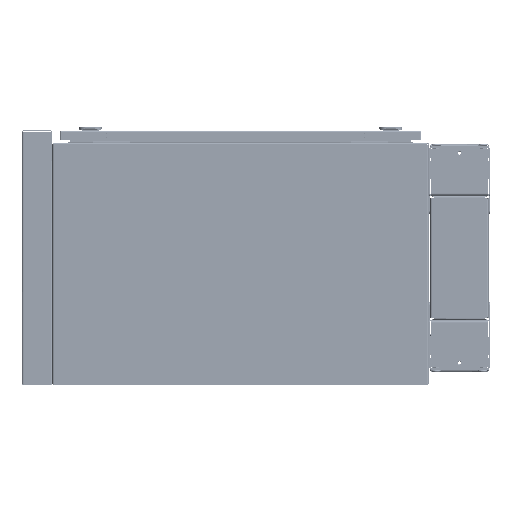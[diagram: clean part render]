
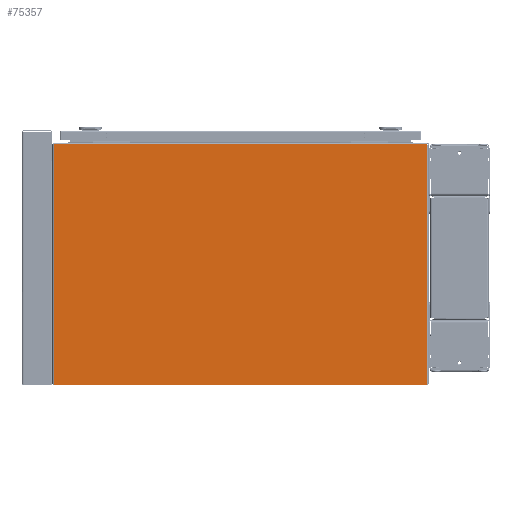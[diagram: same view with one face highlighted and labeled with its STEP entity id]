
A CAD part, left-side view. The second image highlights one B-rep face of the part: STEP entity #75357.
In plain terms, the highlighted planar face has unit normal (-1, 0, 0).
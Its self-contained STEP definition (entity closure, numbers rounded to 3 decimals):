
#4083 = EDGE_CURVE ( 'NONE', #42079, #125369, #130369, .T. ) ;
#5176 = DIRECTION ( 'NONE',  ( 0., 0., -1. ) ) ;
#7120 = DIRECTION ( 'NONE',  ( -1., 0., 0. ) ) ;
#17562 = EDGE_CURVE ( 'NONE', #97575, #21539, #86997, .T. ) ;
#19343 = ORIENTED_EDGE ( 'NONE', *, *, #4083, .F. ) ;
#21162 = VERTEX_POINT ( 'NONE', #118292 ) ;
#21539 = VERTEX_POINT ( 'NONE', #113555 ) ;
#23130 = DIRECTION ( 'NONE',  ( 0., 0., 1. ) ) ;
#24069 = CARTESIAN_POINT ( 'NONE',  ( -1.5, -280.654, 179.267 ) ) ;
#24644 = CARTESIAN_POINT ( 'NONE',  ( -1.5, 333.338, 0. ) ) ;
#25917 = CARTESIAN_POINT ( 'NONE',  ( -1.5, -370.74, -215.625 ) ) ;
#28671 = DIRECTION ( 'NONE',  ( 0., -1., 0. ) ) ;
#30293 = ORIENTED_EDGE ( 'NONE', *, *, #60241, .F. ) ;
#31872 = ORIENTED_EDGE ( 'NONE', *, *, #88644, .F. ) ;
#32593 = CARTESIAN_POINT ( 'NONE',  ( -1.5, 0., 0. ) ) ;
#36484 = ORIENTED_EDGE ( 'NONE', *, *, #17562, .F. ) ;
#37883 = EDGE_CURVE ( 'NONE', #74871, #138269, #143291, .T. ) ;
#42079 = VERTEX_POINT ( 'NONE', #122949 ) ;
#49619 = LINE ( 'NONE', #97362, #94764 ) ;
#49923 = DIRECTION ( 'NONE',  ( 0., 1., 0. ) ) ;
#50900 = AXIS2_PLACEMENT_3D ( 'NONE', #32593, #7120, #54266 ) ;
#53801 = VECTOR ( 'NONE', #58123, 1000. ) ;
#54266 = DIRECTION ( 'NONE',  ( 0., 0., 1. ) ) ;
#54432 = CARTESIAN_POINT ( 'NONE',  ( -1.5, 333.344, -215.625 ) ) ;
#55414 = LINE ( 'NONE', #68533, #114728 ) ;
#55764 = PLANE ( 'NONE',  #50900 ) ;
#55808 = LINE ( 'NONE', #104380, #53801 ) ;
#58123 = DIRECTION ( 'NONE',  ( 0., 0., 1. ) ) ;
#60241 = EDGE_CURVE ( 'NONE', #138269, #21162, #49619, .T. ) ;
#61236 = EDGE_CURVE ( 'NONE', #125369, #97575, #55414, .T. ) ;
#66517 = CARTESIAN_POINT ( 'NONE',  ( -1.5, 0., 179.267 ) ) ;
#67967 = VERTEX_POINT ( 'NONE', #24069 ) ;
#68533 = CARTESIAN_POINT ( 'NONE',  ( -1.5, 0., 180.279 ) ) ;
#69653 = ORIENTED_EDGE ( 'NONE', *, *, #81758, .F. ) ;
#70049 = CARTESIAN_POINT ( 'NONE',  ( -1.5, 0., 180.277 ) ) ;
#73458 = EDGE_LOOP ( 'NONE', ( #144141, #19343, #31872, #30293, #132129, #140353, #69653, #36484 ) ) ;
#73761 = CARTESIAN_POINT ( 'NONE',  ( -1.5, -280.654, -215.625 ) ) ;
#74871 = VERTEX_POINT ( 'NONE', #73761 ) ;
#75357 = ADVANCED_FACE ( 'NONE', ( #138321 ), #55764, .T. ) ;
#81758 = EDGE_CURVE ( 'NONE', #21539, #67967, #114324, .T. ) ;
#86997 = LINE ( 'NONE', #101644, #117709 ) ;
#88644 = EDGE_CURVE ( 'NONE', #21162, #42079, #104736, .T. ) ;
#89367 = EDGE_CURVE ( 'NONE', #74871, #67967, #55808, .T. ) ;
#94764 = VECTOR ( 'NONE', #96620, 1000. ) ;
#96620 = DIRECTION ( 'NONE',  ( 0., 0., 1. ) ) ;
#97362 = CARTESIAN_POINT ( 'NONE',  ( -1.5, 333.344, 0. ) ) ;
#97575 = VERTEX_POINT ( 'NONE', #127202 ) ;
#101644 = CARTESIAN_POINT ( 'NONE',  ( -1.5, -280.641, 0. ) ) ;
#102765 = VECTOR ( 'NONE', #49923, 1000. ) ;
#104380 = CARTESIAN_POINT ( 'NONE',  ( -1.5, -280.654, 0. ) ) ;
#104736 = LINE ( 'NONE', #70049, #152275 ) ;
#113555 = CARTESIAN_POINT ( 'NONE',  ( -1.5, -280.641, 179.267 ) ) ;
#114324 = LINE ( 'NONE', #66517, #151194 ) ;
#114728 = VECTOR ( 'NONE', #140282, 1000. ) ;
#117071 = DIRECTION ( 'NONE',  ( 0., -1., 0. ) ) ;
#117709 = VECTOR ( 'NONE', #5176, 1000. ) ;
#118292 = CARTESIAN_POINT ( 'NONE',  ( -1.5, 333.344, 180.277 ) ) ;
#122949 = CARTESIAN_POINT ( 'NONE',  ( -1.5, 333.338, 180.277 ) ) ;
#125369 = VERTEX_POINT ( 'NONE', #147464 ) ;
#127202 = CARTESIAN_POINT ( 'NONE',  ( -1.5, -280.641, 180.279 ) ) ;
#130369 = LINE ( 'NONE', #24644, #147587 ) ;
#132129 = ORIENTED_EDGE ( 'NONE', *, *, #37883, .F. ) ;
#138269 = VERTEX_POINT ( 'NONE', #54432 ) ;
#138321 = FACE_OUTER_BOUND ( 'NONE', #73458, .T. ) ;
#140282 = DIRECTION ( 'NONE',  ( 0., -1., 0. ) ) ;
#140353 = ORIENTED_EDGE ( 'NONE', *, *, #89367, .T. ) ;
#143291 = LINE ( 'NONE', #25917, #102765 ) ;
#144141 = ORIENTED_EDGE ( 'NONE', *, *, #61236, .F. ) ;
#147464 = CARTESIAN_POINT ( 'NONE',  ( -1.5, 333.338, 180.279 ) ) ;
#147587 = VECTOR ( 'NONE', #23130, 1000. ) ;
#151194 = VECTOR ( 'NONE', #28671, 1000. ) ;
#152275 = VECTOR ( 'NONE', #117071, 1000. ) ;
